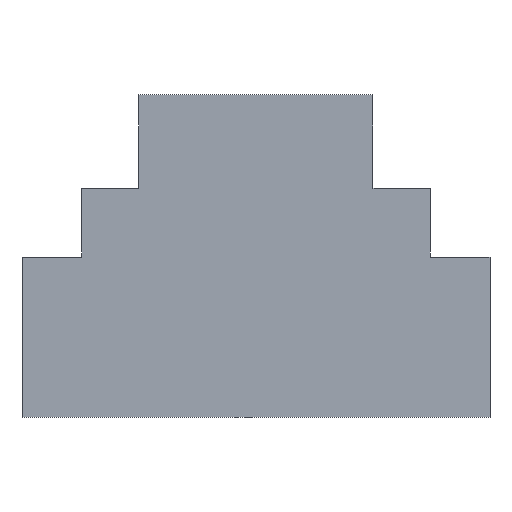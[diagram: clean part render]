
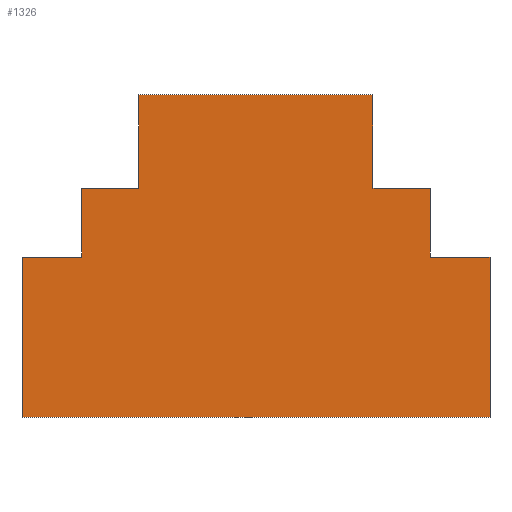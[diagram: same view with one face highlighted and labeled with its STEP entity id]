
A CAD part, left-side view. The second image highlights one B-rep face of the part: STEP entity #1326.
In plain terms, the highlighted planar face has unit normal (-1, 0, 0).
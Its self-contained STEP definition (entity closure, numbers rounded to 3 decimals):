
#992=CARTESIAN_POINT('',(-180.0,450.0,-312.0));
#993=VERTEX_POINT('',#992);
#994=CARTESIAN_POINT('',(-180.0,335.0,-312.0));
#995=VERTEX_POINT('',#994);
#996=CARTESIAN_POINT('',(-180.0,450.0,-312.0));
#997=DIRECTION('',(0.0,-1.0,0.0));
#998=VECTOR('',#997,115.0);
#999=LINE('',#996,#998);
#1000=EDGE_CURVE('',#993,#995,#999,.T.);
#1025=CARTESIAN_POINT('',(-180.0,335.0,-180.0));
#1026=VERTEX_POINT('',#1025);
#1027=CARTESIAN_POINT('',(-180.0,335.0,-312.0));
#1028=DIRECTION('',(0.0,0.0,1.0));
#1029=VECTOR('',#1028,132.0);
#1030=LINE('',#1027,#1029);
#1031=EDGE_CURVE('',#995,#1026,#1030,.T.);
#1049=CARTESIAN_POINT('',(-180.0,225.0,-180.0));
#1050=VERTEX_POINT('',#1049);
#1051=CARTESIAN_POINT('',(-180.0,335.0,-180.0));
#1052=DIRECTION('',(0.0,-1.0,0.0));
#1053=VECTOR('',#1052,110.0);
#1054=LINE('',#1051,#1053);
#1055=EDGE_CURVE('',#1026,#1050,#1054,.T.);
#1073=CARTESIAN_POINT('',(-180.0,225.0,0.0));
#1074=VERTEX_POINT('',#1073);
#1075=CARTESIAN_POINT('',(-180.0,225.0,-180.0));
#1076=DIRECTION('',(0.0,0.0,1.0));
#1077=VECTOR('',#1076,180.0);
#1078=LINE('',#1075,#1077);
#1079=EDGE_CURVE('',#1050,#1074,#1078,.T.);
#1097=CARTESIAN_POINT('',(-180.0,-225.0,0.0));
#1098=VERTEX_POINT('',#1097);
#1099=CARTESIAN_POINT('',(-180.0,225.0,0.0));
#1100=DIRECTION('',(0.0,-1.0,0.0));
#1101=VECTOR('',#1100,450.0);
#1102=LINE('',#1099,#1101);
#1103=EDGE_CURVE('',#1074,#1098,#1102,.T.);
#1121=CARTESIAN_POINT('',(-180.0,-225.0,-180.0));
#1122=VERTEX_POINT('',#1121);
#1123=CARTESIAN_POINT('',(-180.0,-225.0,0.0));
#1124=DIRECTION('',(0.0,0.0,-1.0));
#1125=VECTOR('',#1124,180.0);
#1126=LINE('',#1123,#1125);
#1127=EDGE_CURVE('',#1098,#1122,#1126,.T.);
#1145=CARTESIAN_POINT('',(-180.0,-335.0,-180.0));
#1146=VERTEX_POINT('',#1145);
#1147=CARTESIAN_POINT('',(-180.0,-225.0,-180.0));
#1148=DIRECTION('',(0.0,-1.0,0.0));
#1149=VECTOR('',#1148,110.0);
#1150=LINE('',#1147,#1149);
#1151=EDGE_CURVE('',#1122,#1146,#1150,.T.);
#1169=CARTESIAN_POINT('',(-180.0,-335.0,-312.0));
#1170=VERTEX_POINT('',#1169);
#1171=CARTESIAN_POINT('',(-180.0,-335.0,-180.0));
#1172=DIRECTION('',(0.0,0.0,-1.0));
#1173=VECTOR('',#1172,132.0);
#1174=LINE('',#1171,#1173);
#1175=EDGE_CURVE('',#1146,#1170,#1174,.T.);
#1193=CARTESIAN_POINT('',(-180.0,-450.0,-312.0));
#1194=VERTEX_POINT('',#1193);
#1195=CARTESIAN_POINT('',(-180.0,-335.0,-312.0));
#1196=DIRECTION('',(0.0,-1.0,0.0));
#1197=VECTOR('',#1196,115.0);
#1198=LINE('',#1195,#1197);
#1199=EDGE_CURVE('',#1170,#1194,#1198,.T.);
#1219=CARTESIAN_POINT('',(-180.0,-450.0,-620.0));
#1220=VERTEX_POINT('',#1219);
#1221=CARTESIAN_POINT('',(-180.0,-450.0,-312.0));
#1222=DIRECTION('',(0.0,0.0,-1.0));
#1223=VECTOR('',#1222,308.0);
#1224=LINE('',#1221,#1223);
#1225=EDGE_CURVE('',#1194,#1220,#1224,.T.);
#1257=CARTESIAN_POINT('',(-180.0,450.0,-620.0));
#1258=VERTEX_POINT('',#1257);
#1259=CARTESIAN_POINT('',(-180.0,-450.0,-620.0));
#1260=DIRECTION('',(0.0,1.0,0.0));
#1261=VECTOR('',#1260,900.0);
#1262=LINE('',#1259,#1261);
#1263=EDGE_CURVE('',#1220,#1258,#1262,.T.);
#1281=CARTESIAN_POINT('',(-180.0,450.0,-620.0));
#1282=DIRECTION('',(0.0,0.0,1.0));
#1283=VECTOR('',#1282,308.0);
#1284=LINE('',#1281,#1283);
#1285=EDGE_CURVE('',#1258,#993,#1284,.T.);
#1307=CARTESIAN_POINT('',(-180.0,450.0,-312.0));
#1308=DIRECTION('',(-1.0,0.0,0.0));
#1309=DIRECTION('',(0.0,0.0,1.0));
#1310=AXIS2_PLACEMENT_3D('',#1307,#1308,#1309);
#1311=PLANE('',#1310);
#1312=ORIENTED_EDGE('',*,*,#1000,.F.);
#1313=ORIENTED_EDGE('',*,*,#1285,.F.);
#1314=ORIENTED_EDGE('',*,*,#1263,.F.);
#1315=ORIENTED_EDGE('',*,*,#1225,.F.);
#1316=ORIENTED_EDGE('',*,*,#1199,.F.);
#1317=ORIENTED_EDGE('',*,*,#1175,.F.);
#1318=ORIENTED_EDGE('',*,*,#1151,.F.);
#1319=ORIENTED_EDGE('',*,*,#1127,.F.);
#1320=ORIENTED_EDGE('',*,*,#1103,.F.);
#1321=ORIENTED_EDGE('',*,*,#1079,.F.);
#1322=ORIENTED_EDGE('',*,*,#1055,.F.);
#1323=ORIENTED_EDGE('',*,*,#1031,.F.);
#1324=EDGE_LOOP('',(#1312,#1313,#1314,#1315,#1316,#1317,#1318,#1319,#1320,#1321,#1322,#1323));
#1325=FACE_OUTER_BOUND('',#1324,.T.);
#1326=ADVANCED_FACE('',(#1325),#1311,.T.);
